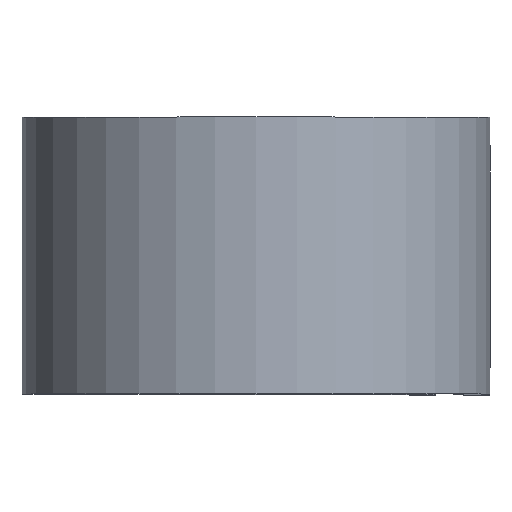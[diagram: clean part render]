
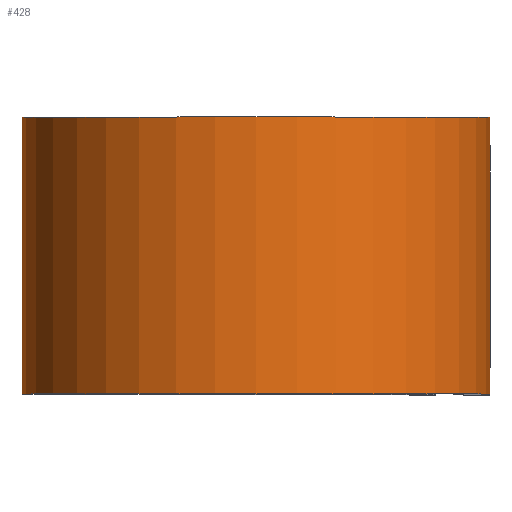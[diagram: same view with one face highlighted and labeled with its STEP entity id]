
A CAD part, top view. The second image highlights one B-rep face of the part: STEP entity #428.
In plain terms, the highlighted cylindrical face has radius 13.424 mm (diameter 26.848 mm), a partial arc.
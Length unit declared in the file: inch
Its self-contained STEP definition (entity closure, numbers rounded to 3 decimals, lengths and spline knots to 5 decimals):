
#12 = LINE ( 'NONE', #571, #27 ) ;
#19 = AXIS2_PLACEMENT_3D ( 'NONE', #29, #521, #548 ) ;
#21 = LINE ( 'NONE', #135, #346 ) ;
#27 = VECTOR ( 'NONE', #82, 39.37008 ) ;
#29 = CARTESIAN_POINT ( 'NONE',  ( 0., 0.3125, 0. ) ) ;
#64 = VERTEX_POINT ( 'NONE', #578 ) ;
#65 = ORIENTED_EDGE ( 'NONE', *, *, #431, .F. ) ;
#76 = CIRCLE ( 'NONE', #411, 0.5285 ) ;
#82 = DIRECTION ( 'NONE',  ( 0., -1., 0. ) ) ;
#87 = EDGE_CURVE ( 'NONE', #217, #64, #12, .T. ) ;
#94 = CARTESIAN_POINT ( 'NONE',  ( 0.5285, -0.3125, 0. ) ) ;
#97 = CARTESIAN_POINT ( 'NONE',  ( 0., 0.3125, 0. ) ) ;
#135 = CARTESIAN_POINT ( 'NONE',  ( 0.5285, 0.3125, 0. ) ) ;
#165 = FACE_OUTER_BOUND ( 'NONE', #302, .T. ) ;
#217 = VERTEX_POINT ( 'NONE', #622 ) ;
#243 = ORIENTED_EDGE ( 'NONE', *, *, #441, .F. ) ;
#276 = DIRECTION ( 'NONE',  ( 1., 0., 0. ) ) ;
#278 = DIRECTION ( 'NONE',  ( 0., 1., 0. ) ) ;
#302 = EDGE_LOOP ( 'NONE', ( #306, #65, #243, #376 ) ) ;
#306 = ORIENTED_EDGE ( 'NONE', *, *, #377, .T. ) ;
#345 = DIRECTION ( 'NONE',  ( 1., 0., 0. ) ) ;
#346 = VECTOR ( 'NONE', #393, 39.37008 ) ;
#350 = CARTESIAN_POINT ( 'NONE',  ( 0., -0.3125, 0. ) ) ;
#376 = ORIENTED_EDGE ( 'NONE', *, *, #87, .T. ) ;
#377 = EDGE_CURVE ( 'NONE', #64, #410, #76, .T. ) ;
#393 = DIRECTION ( 'NONE',  ( 0., -1., 0. ) ) ;
#410 = VERTEX_POINT ( 'NONE', #94 ) ;
#411 = AXIS2_PLACEMENT_3D ( 'NONE', #350, #278, #276 ) ;
#427 = DIRECTION ( 'NONE',  ( 0., 1., 0. ) ) ;
#428 = ADVANCED_FACE ( 'NONE', ( #165 ), #452, .T. ) ;
#431 = EDGE_CURVE ( 'NONE', #576, #410, #21, .T. ) ;
#437 = CARTESIAN_POINT ( 'NONE',  ( 0.5285, 0.3125, 0. ) ) ;
#441 = EDGE_CURVE ( 'NONE', #217, #576, #460, .T. ) ;
#452 = CYLINDRICAL_SURFACE ( 'NONE', #19, 0.5285 ) ;
#460 = CIRCLE ( 'NONE', #618, 0.5285 ) ;
#521 = DIRECTION ( 'NONE',  ( 0., -1., 0. ) ) ;
#548 = DIRECTION ( 'NONE',  ( 0., 0., -1. ) ) ;
#571 = CARTESIAN_POINT ( 'NONE',  ( 0., 0.3125, -0.5285 ) ) ;
#576 = VERTEX_POINT ( 'NONE', #437 ) ;
#578 = CARTESIAN_POINT ( 'NONE',  ( 0., -0.3125, -0.5285 ) ) ;
#618 = AXIS2_PLACEMENT_3D ( 'NONE', #97, #427, #345 ) ;
#622 = CARTESIAN_POINT ( 'NONE',  ( 0., 0.3125, -0.5285 ) ) ;
